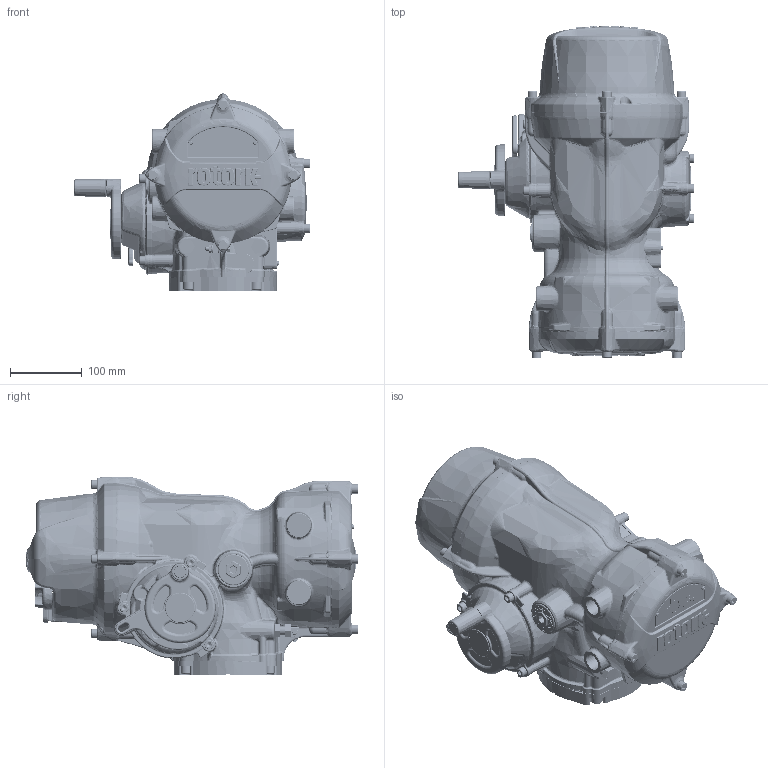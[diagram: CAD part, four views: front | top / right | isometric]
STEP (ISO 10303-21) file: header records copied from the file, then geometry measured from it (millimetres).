
FILE_DESCRIPTION(/* description */ ('Unknown'),/* implementation_level */ '2;1');
FILE_NAME(/* name */ 'IQTN-SZ1',/* time_stamp */ '2021-09-16T15:22:41+01:00',/* author */ ('Unknown'),/* organization */ ('Unknown'),/* preprocessor_version */ 'ST-DEVELOPER v16.7',/* originating_system */ 'Solid Edge',/* authorisation */ 'Unknown');
FILE_SCHEMA (('AUTOMOTIVE_DESIGN {1 0 10303 214 3 1 1}'));
Products named in the file (1): IQTN-SZ1
Bounding box: 329.5 x 463.55 x 276.55 mm (x, y, z)
Volume: 46759.3 mm3; surface area: 618704.3 mm2
Topology: 18 solids, 33 shells, 11668 faces, 29780 edges, 17883 vertices
Faces by surface type: plane 4504, bspline 3837, cylinder 1377, torus 777, cone 758, sphere 415
Full cylindrical faces by diameter (mm): 0.2 x1, 1.152 x1, 1.366 x1, 2.301 x1, 2.487 x1, 3 x11, 3.5 x1, 3.701 x1, 4 x1, 4.753 x1, 4.773 x1, 4.917 x3, 5 x2, 5.2 x2, 5.301 x1, 5.4 x1, 6 x10, 6.2 x1, 6.3 x1, 6.4 x1, 6.45 x6, 6.47 x6, 6.647 x2, 6.75 x1, 6.8 x4, 8 x7, 8.1 x1, 8.5 x4, 10 x1, 11.55 x1
Entity records: 526622 total; most frequent: CARTESIAN_POINT 199193, ORIENTED_EDGE 57072, DIRECTION 42286, EDGE_CURVE 28539, VERTEX_POINT 17624, AXIS2_PLACEMENT_3D 16106, FACE_BOUND 12654, EDGE_LOOP 12631
